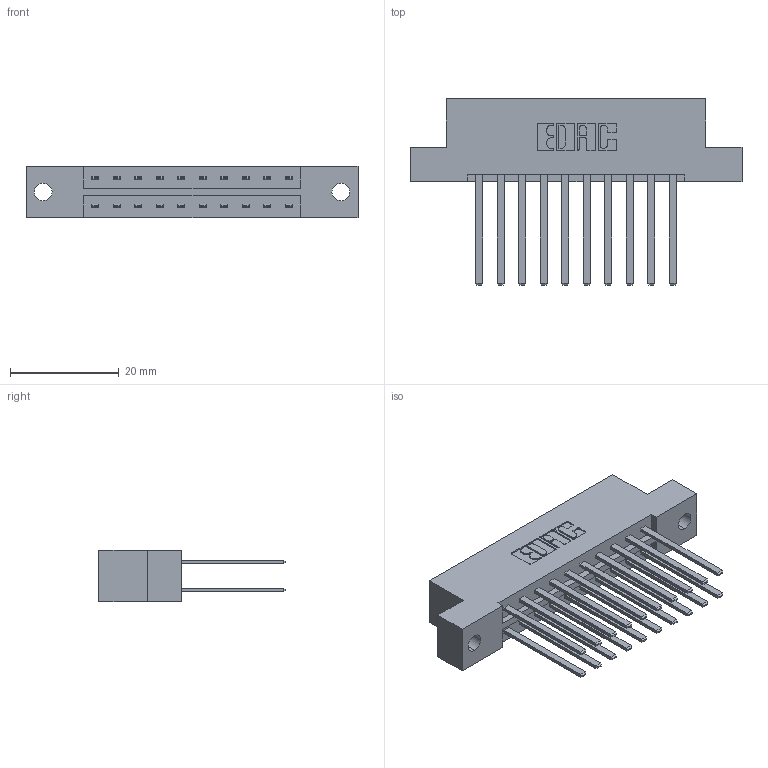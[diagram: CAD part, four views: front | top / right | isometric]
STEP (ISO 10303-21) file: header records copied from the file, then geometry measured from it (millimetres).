
FILE_DESCRIPTION (( 'STEP AP203' ), '1' );
FILE_NAME ('333-020-544-202.STEP', '2018-08-02T00:20:37', ( '' ), ( '' ), 'SwSTEP 2.0', 'SolidWorks 2016', '' );
FILE_SCHEMA (( 'CONFIG_CONTROL_DESIGN' ));
Length unit declared in the file: inch
Products named in the file (3): 345-292-001_345-293-144; 333-020-544-202; 333 Part_Flush - .128 Dia
Assembly tree (21 placements, depth 2):
  333-020-544-202
    333 Part_Flush - .128 Dia
    345-292-001_345-293-144  x20
Bounding box: 61.16 x 34.3 x 9.4 mm (x, y, z)
Volume: 6188.8 mm3; surface area: 7602.3 mm2
Topology: 21 solids, 21 shells, 1034 faces, 3051 edges, 2006 vertices
Faces by surface type: plane 710, cylinder 324
Entity records: 10391 total; most frequent: CARTESIAN_POINT 1758, ORIENTED_EDGE 1694, DIRECTION 1555, EDGE_CURVE 847, LINE 723, VECTOR 723, VERTEX_POINT 562, AXIS2_PLACEMENT_3D 416
